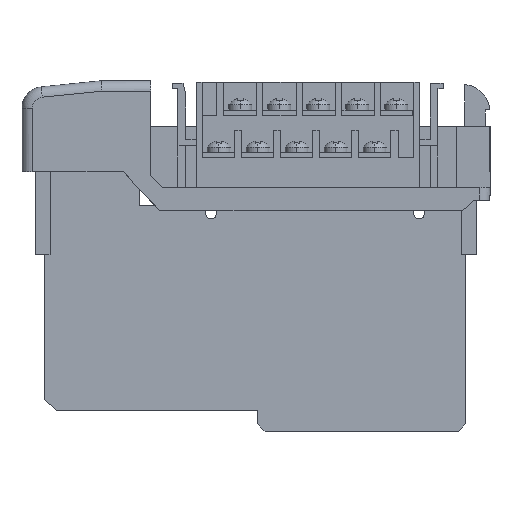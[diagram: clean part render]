
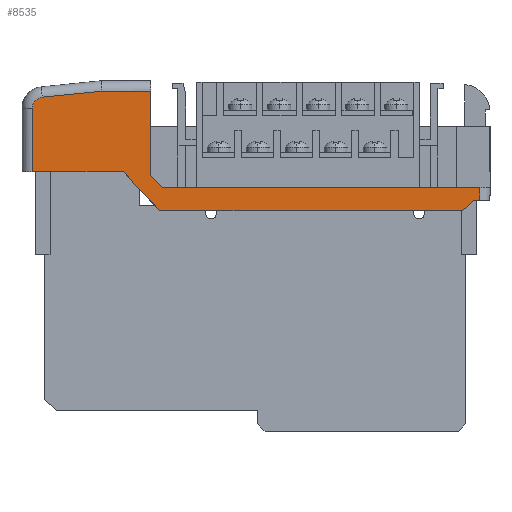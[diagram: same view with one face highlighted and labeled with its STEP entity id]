
A CAD part, left-side view. The second image highlights one B-rep face of the part: STEP entity #8535.
In plain terms, the highlighted planar face has unit normal (-1, 0, 0).
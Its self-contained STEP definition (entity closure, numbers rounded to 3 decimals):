
#8223 = EDGE_CURVE ( 'NONE', #8224, #8225, #17434, .T. ) ;
#8224 = VERTEX_POINT ( 'NONE', #17485 ) ;
#8225 = VERTEX_POINT ( 'NONE', #17484 ) ;
#8423 = VERTEX_POINT ( 'NONE', #17955 ) ;
#8425 = EDGE_CURVE ( 'NONE', #8426, #8443, #17954, .T. ) ;
#8426 = VERTEX_POINT ( 'NONE', #17950 ) ;
#8436 = EDGE_CURVE ( 'NONE', #8437, #8426, #17976, .T. ) ;
#8437 = VERTEX_POINT ( 'NONE', #17972 ) ;
#8440 = VERTEX_POINT ( 'NONE', #17966 ) ;
#8442 = EDGE_CURVE ( 'NONE', #8443, #8440, #17965, .T. ) ;
#8443 = VERTEX_POINT ( 'NONE', #17961 ) ;
#8450 = EDGE_LOOP ( 'NONE', ( #8451, #8454, #8457, #8519, #8521, #8522, #8525, #8528, #8507, #8508, #8509, #8510, #8511 ) ) ;
#8451 = ORIENTED_EDGE ( 'NONE', *, *, #8452, .T. ) ;
#8452 = EDGE_CURVE ( 'NONE', #8440, #8453, #18045, .T. ) ;
#8453 = VERTEX_POINT ( 'NONE', #18041 ) ;
#8454 = ORIENTED_EDGE ( 'NONE', *, *, #8455, .F. ) ;
#8455 = EDGE_CURVE ( 'NONE', #8456, #8453, #18040, .T. ) ;
#8456 = VERTEX_POINT ( 'NONE', #18036 ) ;
#8457 = ORIENTED_EDGE ( 'NONE', *, *, #8458, .F. ) ;
#8458 = EDGE_CURVE ( 'NONE', #8518, #8456, #18035, .T. ) ;
#8482 = EDGE_CURVE ( 'NONE', #8483, #8423, #18096, .T. ) ;
#8483 = VERTEX_POINT ( 'NONE', #18092 ) ;
#8484 = EDGE_CURVE ( 'NONE', #8423, #8437, #18091, .T. ) ;
#8507 = ORIENTED_EDGE ( 'NONE', *, *, #8482, .T. ) ;
#8508 = ORIENTED_EDGE ( 'NONE', *, *, #8484, .T. ) ;
#8509 = ORIENTED_EDGE ( 'NONE', *, *, #8436, .T. ) ;
#8510 = ORIENTED_EDGE ( 'NONE', *, *, #8425, .T. ) ;
#8511 = ORIENTED_EDGE ( 'NONE', *, *, #8442, .T. ) ;
#8518 = VERTEX_POINT ( 'NONE', #18215 ) ;
#8519 = ORIENTED_EDGE ( 'NONE', *, *, #8520, .F. ) ;
#8520 = EDGE_CURVE ( 'NONE', #8224, #8518, #18214, .T. ) ;
#8521 = ORIENTED_EDGE ( 'NONE', *, *, #8223, .T. ) ;
#8522 = ORIENTED_EDGE ( 'NONE', *, *, #8523, .T. ) ;
#8523 = EDGE_CURVE ( 'NONE', #8225, #8524, #18210, .T. ) ;
#8524 = VERTEX_POINT ( 'NONE', #18206 ) ;
#8525 = ORIENTED_EDGE ( 'NONE', *, *, #8526, .T. ) ;
#8526 = EDGE_CURVE ( 'NONE', #8524, #8527, #18205, .T. ) ;
#8527 = VERTEX_POINT ( 'NONE', #18200 ) ;
#8528 = ORIENTED_EDGE ( 'NONE', *, *, #8529, .T. ) ;
#8529 = EDGE_CURVE ( 'NONE', #8527, #8483, #18199, .T. ) ;
#8535 = ADVANCED_FACE ( 'NONE', ( #18248 ), #18234, .F. ) ;
#17433 = CARTESIAN_POINT ( 'NONE',  ( 0.5, 34.27, 3.114 ) ) ;
#17434 = LINE ( 'NONE', #17433, #17487 ) ;
#17484 = CARTESIAN_POINT ( 'NONE',  ( 0.5, 34.17, 3.114 ) ) ;
#17485 = CARTESIAN_POINT ( 'NONE',  ( 0.5, 24.723, 3.114 ) ) ;
#17486 = DIRECTION ( 'NONE',  ( 0., 1., 0. ) ) ;
#17487 = VECTOR ( 'NONE', #17486, 1000. ) ;
#17950 = CARTESIAN_POINT ( 'NONE',  ( 0.5, -35.258, -19.886 ) ) ;
#17951 = DIRECTION ( 'NONE',  ( 0., -0.731, 0.682 ) ) ;
#17952 = VECTOR ( 'NONE', #17951, 1000. ) ;
#17953 = CARTESIAN_POINT ( 'NONE',  ( 0.5, -35.258, -19.886 ) ) ;
#17954 = LINE ( 'NONE', #17953, #17952 ) ;
#17955 = CARTESIAN_POINT ( 'NONE',  ( 0.5, 29.973, -12.386 ) ) ;
#17961 = CARTESIAN_POINT ( 'NONE',  ( 0.5, -37.408, -17.879 ) ) ;
#17962 = DIRECTION ( 'NONE',  ( 0., -1., 0. ) ) ;
#17963 = VECTOR ( 'NONE', #17962, 1000. ) ;
#17964 = CARTESIAN_POINT ( 'NONE',  ( 0.5, -37.408, -17.879 ) ) ;
#17965 = LINE ( 'NONE', #17964, #17963 ) ;
#17966 = CARTESIAN_POINT ( 'NONE',  ( 0.5, -38.527, -17.879 ) ) ;
#17972 = CARTESIAN_POINT ( 'NONE',  ( 0.5, 22.973, -19.886 ) ) ;
#17973 = DIRECTION ( 'NONE',  ( 0., -1., 0. ) ) ;
#17974 = VECTOR ( 'NONE', #17973, 1000. ) ;
#17975 = CARTESIAN_POINT ( 'NONE',  ( 0.5, 22.973, -19.886 ) ) ;
#17976 = LINE ( 'NONE', #17975, #17974 ) ;
#18032 = DIRECTION ( 'NONE',  ( 0., -0.685, -0.729 ) ) ;
#18033 = VECTOR ( 'NONE', #18032, 1000. ) ;
#18034 = CARTESIAN_POINT ( 'NONE',  ( 0.5, 22.532, -15.386 ) ) ;
#18035 = LINE ( 'NONE', #18034, #18033 ) ;
#18036 = CARTESIAN_POINT ( 'NONE',  ( 0.5, 22.532, -15.386 ) ) ;
#18037 = DIRECTION ( 'NONE',  ( 0., -1., 0. ) ) ;
#18038 = VECTOR ( 'NONE', #18037, 1000. ) ;
#18039 = CARTESIAN_POINT ( 'NONE',  ( 0.5, 22.532, -15.386 ) ) ;
#18040 = LINE ( 'NONE', #18039, #18038 ) ;
#18041 = CARTESIAN_POINT ( 'NONE',  ( 0.5, -38.527, -15.386 ) ) ;
#18042 = DIRECTION ( 'NONE',  ( 0., 0., 1. ) ) ;
#18043 = VECTOR ( 'NONE', #18042, 1000. ) ;
#18044 = CARTESIAN_POINT ( 'NONE',  ( 0.5, -38.527, -0.463 ) ) ;
#18045 = LINE ( 'NONE', #18044, #18043 ) ;
#18088 = DIRECTION ( 'NONE',  ( 0., -0.682, -0.731 ) ) ;
#18089 = VECTOR ( 'NONE', #18088, 1000. ) ;
#18090 = CARTESIAN_POINT ( 'NONE',  ( 0.5, 22.973, -19.886 ) ) ;
#18091 = LINE ( 'NONE', #18090, #18089 ) ;
#18092 = CARTESIAN_POINT ( 'NONE',  ( 0.5, 47.473, -12.386 ) ) ;
#18093 = DIRECTION ( 'NONE',  ( 0., -1., 0. ) ) ;
#18094 = VECTOR ( 'NONE', #18093, 1000. ) ;
#18095 = CARTESIAN_POINT ( 'NONE',  ( 0.5, 29.973, -12.386 ) ) ;
#18096 = LINE ( 'NONE', #18095, #18094 ) ;
#18196 = DIRECTION ( 'NONE',  ( 0., 0., -1. ) ) ;
#18197 = VECTOR ( 'NONE', #18196, 1000. ) ;
#18198 = CARTESIAN_POINT ( 'NONE',  ( 0.5, 47.473, -12.386 ) ) ;
#18199 = LINE ( 'NONE', #18198, #18197 ) ;
#18200 = CARTESIAN_POINT ( 'NONE',  ( 0.5, 47.473, -0.213 ) ) ;
#18201 = DIRECTION ( 'NONE',  ( 0., 0., -1. ) ) ;
#18202 = DIRECTION ( 'NONE',  ( -1., 0., 0. ) ) ;
#18203 = CARTESIAN_POINT ( 'NONE',  ( 0.5, 45.358, -0.133 ) ) ;
#18204 = AXIS2_PLACEMENT_3D ( 'NONE', #18203, #18202, #18201 ) ;
#18205 = CIRCLE ( 'NONE', #18204, 2.116 ) ;
#18206 = CARTESIAN_POINT ( 'NONE',  ( 0.5, 45.569, 1.973 ) ) ;
#18207 = DIRECTION ( 'NONE',  ( 0., 0.995, -0.1 ) ) ;
#18208 = VECTOR ( 'NONE', #18207, 1000. ) ;
#18209 = CARTESIAN_POINT ( 'NONE',  ( 0.5, 45.569, 1.973 ) ) ;
#18210 = LINE ( 'NONE', #18209, #18208 ) ;
#18211 = DIRECTION ( 'NONE',  ( 0., 0., -1. ) ) ;
#18212 = VECTOR ( 'NONE', #18211, 1000. ) ;
#18213 = CARTESIAN_POINT ( 'NONE',  ( 0.5, 24.723, 4.364 ) ) ;
#18214 = LINE ( 'NONE', #18213, #18212 ) ;
#18215 = CARTESIAN_POINT ( 'NONE',  ( 0.5, 24.723, -13.054 ) ) ;
#18228 = DIRECTION ( 'NONE',  ( 0., 0., -1. ) ) ;
#18229 = DIRECTION ( 'NONE',  ( 1., 0., 0. ) ) ;
#18230 = CARTESIAN_POINT ( 'NONE',  ( 0.5, -35.258, -0.876 ) ) ;
#18231 = AXIS2_PLACEMENT_3D ( 'NONE', #18230, #18229, #18228 ) ;
#18234 = PLANE ( 'NONE',  #18231 ) ;
#18248 = FACE_OUTER_BOUND ( 'NONE', #8450, .T. ) ;
